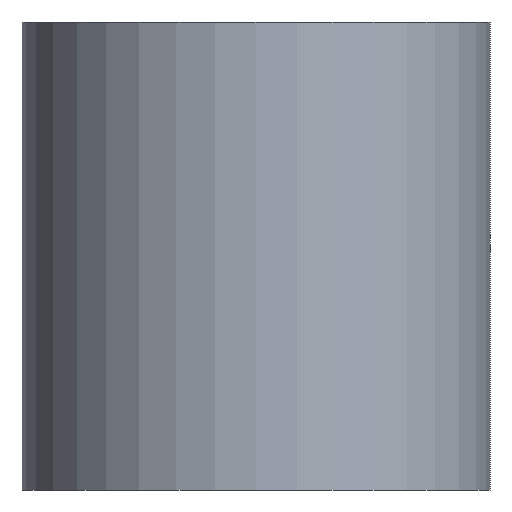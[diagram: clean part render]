
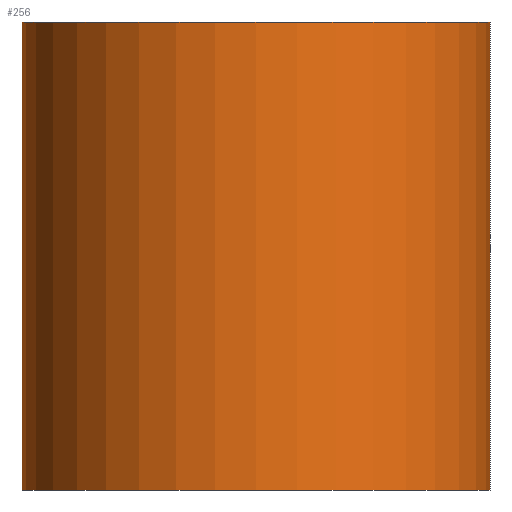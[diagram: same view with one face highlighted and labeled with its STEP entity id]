
A CAD part, front view. The second image highlights one B-rep face of the part: STEP entity #256.
In plain terms, the highlighted cylindrical face has radius 914.4 mm (diameter 1828.8 mm), a full revolution.
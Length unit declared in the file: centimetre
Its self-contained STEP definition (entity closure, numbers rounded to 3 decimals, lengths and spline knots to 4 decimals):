
#82=VERTEX_POINT('',#327);
#83=VERTEX_POINT('',#329);
#106=CIRCLE('',#274,91.44);
#107=CIRCLE('',#275,91.44);
#114=EDGE_CURVE('',#82,#82,#106,.T.);
#115=EDGE_CURVE('',#83,#83,#107,.T.);
#148=ORIENTED_EDGE('',*,*,#114,.T.);
#149=ORIENTED_EDGE('',*,*,#115,.T.);
#216=EDGE_LOOP('',(#148));
#217=EDGE_LOOP('',(#149));
#236=FACE_BOUND('',#216,.T.);
#237=FACE_BOUND('',#217,.T.);
#256=ADVANCED_FACE('',(#236,#237),#7767,.T.);
#273=AXIS2_PLACEMENT_3D('',#325,#293,#294);
#274=AXIS2_PLACEMENT_3D('',#326,#295,#296);
#275=AXIS2_PLACEMENT_3D('',#328,#297,#298);
#293=DIRECTION('',(0.,0.,1.));
#294=DIRECTION('',(91.44,0.,0.));
#295=DIRECTION('',(0.,0.,-1.));
#296=DIRECTION('',(91.44,0.,0.));
#297=DIRECTION('',(0.,0.,1.));
#298=DIRECTION('',(91.44,0.,0.));
#325=CARTESIAN_POINT('',(0.,0.,-91.44));
#326=CARTESIAN_POINT('',(0.,0.,91.44));
#327=CARTESIAN_POINT('',(91.44,0.,91.44));
#328=CARTESIAN_POINT('',(0.,0.,-91.44));
#329=CARTESIAN_POINT('',(91.44,0.,-91.44));
#7767=CYLINDRICAL_SURFACE('',#273,91.44);
